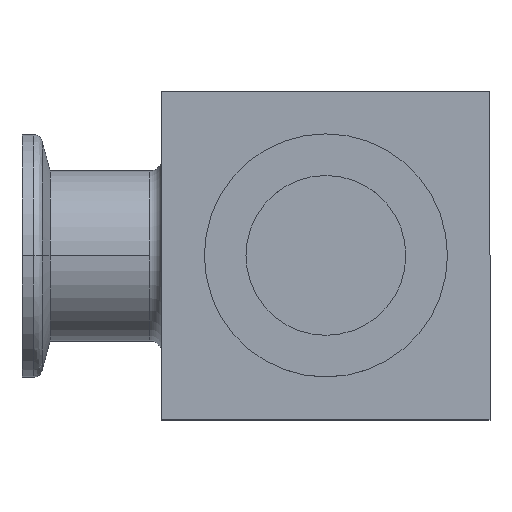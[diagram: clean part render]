
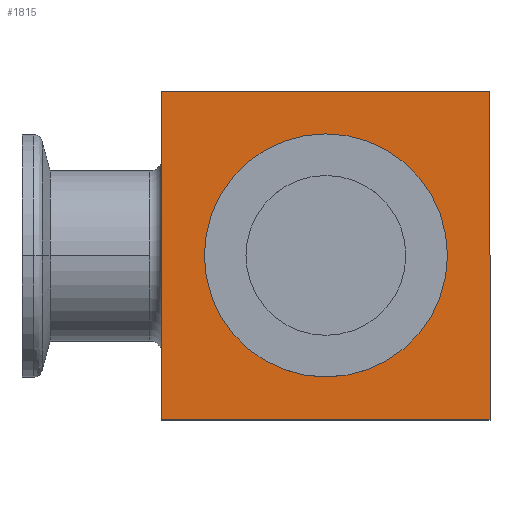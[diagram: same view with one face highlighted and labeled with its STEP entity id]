
A CAD part, top view. The second image highlights one B-rep face of the part: STEP entity #1815.
In plain terms, the highlighted planar face has unit normal (0, 0, 1).
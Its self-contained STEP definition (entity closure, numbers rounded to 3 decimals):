
#238 = DIRECTION ( 'NONE',  ( 0., 1., 0. ) ) ;
#256 = CARTESIAN_POINT ( 'NONE',  ( 0., 0., 25. ) ) ;
#1045 = EDGE_CURVE ( 'NONE', #5329, #4564, #6965, .T. ) ;
#1113 = DIRECTION ( 'NONE',  ( 1., 0., 0. ) ) ;
#1177 = VECTOR ( 'NONE', #5733, 1000. ) ;
#1292 = CARTESIAN_POINT ( 'NONE',  ( 0., 0., 25. ) ) ;
#1495 = ORIENTED_EDGE ( 'NONE', *, *, #1535, .F. ) ;
#1535 = EDGE_CURVE ( 'NONE', #3231, #8946, #5984, .T. ) ;
#1558 = DIRECTION ( 'NONE',  ( 0., 1., 0. ) ) ;
#1746 = ORIENTED_EDGE ( 'NONE', *, *, #1045, .T. ) ;
#1779 = AXIS2_PLACEMENT_3D ( 'NONE', #1292, #6945, #2140 ) ;
#1815 = ADVANCED_FACE ( 'NONE', ( #9845, #8037 ), #1917, .T. ) ;
#1917 = PLANE ( 'NONE',  #7482 ) ;
#2140 = DIRECTION ( 'NONE',  ( 0., 1., 0. ) ) ;
#2280 = ORIENTED_EDGE ( 'NONE', *, *, #4572, .F. ) ;
#2434 = CARTESIAN_POINT ( 'NONE',  ( -27., -27., 25. ) ) ;
#2631 = VECTOR ( 'NONE', #1558, 1000. ) ;
#2844 = VERTEX_POINT ( 'NONE', #9642 ) ;
#2922 = DIRECTION ( 'NONE',  ( -1., 0., 0. ) ) ;
#3145 = EDGE_LOOP ( 'NONE', ( #2280, #6215, #5353, #1495 ) ) ;
#3231 = VERTEX_POINT ( 'NONE', #5051 ) ;
#3376 = LINE ( 'NONE', #8806, #1177 ) ;
#3846 = VECTOR ( 'NONE', #7869, 1000. ) ;
#4550 = CARTESIAN_POINT ( 'NONE',  ( 27., -27., 25. ) ) ;
#4564 = VERTEX_POINT ( 'NONE', #10272 ) ;
#4572 = EDGE_CURVE ( 'NONE', #10054, #3231, #8945, .T. ) ;
#4731 = CARTESIAN_POINT ( 'NONE',  ( 27., 27., 25. ) ) ;
#4890 = CIRCLE ( 'NONE', #1779, 16. ) ;
#5051 = CARTESIAN_POINT ( 'NONE',  ( -27., 27., 25. ) ) ;
#5185 = DIRECTION ( 'NONE',  ( 0., 0., -1. ) ) ;
#5329 = VERTEX_POINT ( 'NONE', #9006 ) ;
#5353 = ORIENTED_EDGE ( 'NONE', *, *, #9413, .F. ) ;
#5733 = DIRECTION ( 'NONE',  ( 0., -1., 0. ) ) ;
#5984 = LINE ( 'NONE', #9424, #3846 ) ;
#6000 = DIRECTION ( 'NONE',  ( 0., 0., 1. ) ) ;
#6215 = ORIENTED_EDGE ( 'NONE', *, *, #7010, .F. ) ;
#6945 = DIRECTION ( 'NONE',  ( 0., 0., -1. ) ) ;
#6965 = CIRCLE ( 'NONE', #7667, 16. ) ;
#7010 = EDGE_CURVE ( 'NONE', #2844, #10054, #8270, .T. ) ;
#7482 = AXIS2_PLACEMENT_3D ( 'NONE', #256, #6000, #1113 ) ;
#7667 = AXIS2_PLACEMENT_3D ( 'NONE', #9821, #5185, #238 ) ;
#7869 = DIRECTION ( 'NONE',  ( 1., 0., 0. ) ) ;
#8037 = FACE_OUTER_BOUND ( 'NONE', #3145, .T. ) ;
#8218 = EDGE_CURVE ( 'NONE', #4564, #5329, #4890, .T. ) ;
#8270 = LINE ( 'NONE', #4550, #10082 ) ;
#8806 = CARTESIAN_POINT ( 'NONE',  ( 27., 27., 25. ) ) ;
#8945 = LINE ( 'NONE', #2434, #2631 ) ;
#8946 = VERTEX_POINT ( 'NONE', #4731 ) ;
#9006 = CARTESIAN_POINT ( 'NONE',  ( 0., -16., 25. ) ) ;
#9115 = CARTESIAN_POINT ( 'NONE',  ( -27., -27., 25. ) ) ;
#9413 = EDGE_CURVE ( 'NONE', #8946, #2844, #3376, .T. ) ;
#9424 = CARTESIAN_POINT ( 'NONE',  ( -27., 27., 25. ) ) ;
#9642 = CARTESIAN_POINT ( 'NONE',  ( 27., -27., 25. ) ) ;
#9687 = ORIENTED_EDGE ( 'NONE', *, *, #8218, .T. ) ;
#9821 = CARTESIAN_POINT ( 'NONE',  ( 0., 0., 25. ) ) ;
#9845 = FACE_BOUND ( 'NONE', #9919, .T. ) ;
#9919 = EDGE_LOOP ( 'NONE', ( #9687, #1746 ) ) ;
#10054 = VERTEX_POINT ( 'NONE', #9115 ) ;
#10082 = VECTOR ( 'NONE', #2922, 1000. ) ;
#10272 = CARTESIAN_POINT ( 'NONE',  ( 0., 16., 25. ) ) ;
